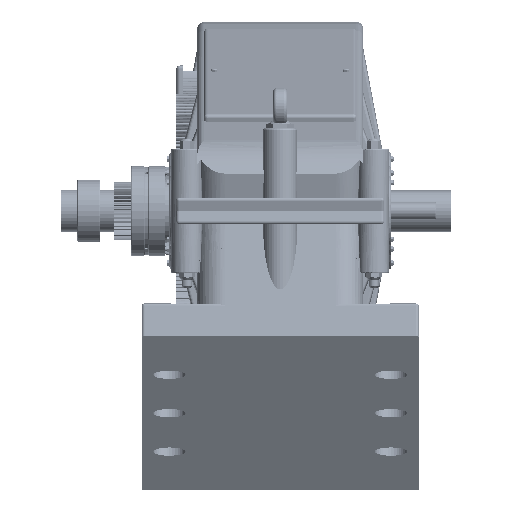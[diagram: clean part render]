
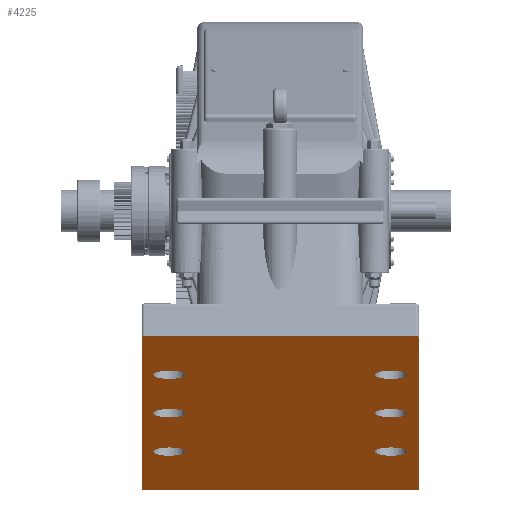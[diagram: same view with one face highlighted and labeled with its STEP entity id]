
A CAD part, left-side view. The second image highlights one B-rep face of the part: STEP entity #4225.
In plain terms, the highlighted planar face has unit normal (-0.255, 0, -0.967).
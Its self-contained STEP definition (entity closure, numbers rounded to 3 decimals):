
#4225 = ADVANCED_FACE( '', ( #11683, #11684, #11685, #11686, #11687, #11688, #11689 ), #11690, .F. );
#11683 = FACE_OUTER_BOUND( '', #22973, .T. );
#11684 = FACE_BOUND( '', #22974, .T. );
#11685 = FACE_BOUND( '', #22975, .T. );
#11686 = FACE_BOUND( '', #22976, .T. );
#11687 = FACE_BOUND( '', #22977, .T. );
#11688 = FACE_BOUND( '', #22978, .T. );
#11689 = FACE_BOUND( '', #22979, .T. );
#11690 = PLANE( '', #22980 );
#22973 = EDGE_LOOP( '', ( #37378, #37379, #37380, #37381, #37382, #37383, #37384, #37385 ) );
#22974 = EDGE_LOOP( '', ( #37386 ) );
#22975 = EDGE_LOOP( '', ( #37387 ) );
#22976 = EDGE_LOOP( '', ( #37388 ) );
#22977 = EDGE_LOOP( '', ( #37389 ) );
#22978 = EDGE_LOOP( '', ( #37390 ) );
#22979 = EDGE_LOOP( '', ( #37391 ) );
#22980 = AXIS2_PLACEMENT_3D( '', #37392, #37393, #37394 );
#37378 = ORIENTED_EDGE( '', *, *, #70771, .F. );
#37379 = ORIENTED_EDGE( '', *, *, #70772, .T. );
#37380 = ORIENTED_EDGE( '', *, *, #70773, .F. );
#37381 = ORIENTED_EDGE( '', *, *, #70774, .T. );
#37382 = ORIENTED_EDGE( '', *, *, #70775, .F. );
#37383 = ORIENTED_EDGE( '', *, *, #70776, .T. );
#37384 = ORIENTED_EDGE( '', *, *, #70777, .F. );
#37385 = ORIENTED_EDGE( '', *, *, #70778, .T. );
#37386 = ORIENTED_EDGE( '', *, *, #70779, .F. );
#37387 = ORIENTED_EDGE( '', *, *, #70780, .F. );
#37388 = ORIENTED_EDGE( '', *, *, #70781, .F. );
#37389 = ORIENTED_EDGE( '', *, *, #70782, .F. );
#37390 = ORIENTED_EDGE( '', *, *, #70783, .F. );
#37391 = ORIENTED_EDGE( '', *, *, #70784, .F. );
#37392 = CARTESIAN_POINT( '', ( -638.477, -320., -181.207 ) );
#37393 = DIRECTION( '', ( 0.255, 0., 0.967 ) );
#37394 = DIRECTION( '', ( 0.967, 0., -0.255 ) );
#70771 = EDGE_CURVE( '', #84659, #84660, #84661, .T. );
#70772 = EDGE_CURVE( '', #84659, #84662, #84663, .F. );
#70773 = EDGE_CURVE( '', #84664, #84662, #84665, .T. );
#70774 = EDGE_CURVE( '', #84664, #84666, #84667, .F. );
#70775 = EDGE_CURVE( '', #84668, #84666, #84669, .T. );
#70776 = EDGE_CURVE( '', #84668, #84670, #84671, .F. );
#70777 = EDGE_CURVE( '', #84672, #84670, #84673, .T. );
#70778 = EDGE_CURVE( '', #84672, #84660, #84674, .F. );
#70779 = EDGE_CURVE( '', #84675, #84675, #84676, .F. );
#70780 = EDGE_CURVE( '', #84677, #84677, #84678, .F. );
#70781 = EDGE_CURVE( '', #84679, #84679, #84680, .F. );
#70782 = EDGE_CURVE( '', #84681, #84681, #84682, .F. );
#70783 = EDGE_CURVE( '', #84683, #84683, #84684, .F. );
#70784 = EDGE_CURVE( '', #84685, #84685, #84686, .F. );
#84659 = VERTEX_POINT( '', #105473 );
#84660 = VERTEX_POINT( '', #105474 );
#84661 = LINE( '', #105475, #105476 );
#84662 = VERTEX_POINT( '', #105477 );
#84663 = CIRCLE( '', #105478, 4. );
#84664 = VERTEX_POINT( '', #105479 );
#84665 = LINE( '', #105480, #105481 );
#84666 = VERTEX_POINT( '', #105482 );
#84667 = CIRCLE( '', #105483, 4. );
#84668 = VERTEX_POINT( '', #105484 );
#84669 = LINE( '', #105485, #105486 );
#84670 = VERTEX_POINT( '', #105487 );
#84671 = CIRCLE( '', #105488, 4. );
#84672 = VERTEX_POINT( '', #105489 );
#84673 = LINE( '', #105490, #105491 );
#84674 = CIRCLE( '', #105492, 4. );
#84675 = VERTEX_POINT( '', #105493 );
#84676 = CIRCLE( '', #105494, 23.376 );
#84677 = VERTEX_POINT( '', #105495 );
#84678 = CIRCLE( '', #105496, 23.376 );
#84679 = VERTEX_POINT( '', #105497 );
#84680 = CIRCLE( '', #105498, 23.376 );
#84681 = VERTEX_POINT( '', #105499 );
#84682 = CIRCLE( '', #105500, 23.376 );
#84683 = VERTEX_POINT( '', #105501 );
#84684 = CIRCLE( '', #105502, 23.376 );
#84685 = VERTEX_POINT( '', #105503 );
#84686 = CIRCLE( '', #105504, 23.376 );
#105473 = CARTESIAN_POINT( '', ( -634.609, -350., -182.226 ) );
#105474 = CARTESIAN_POINT( '', ( 199.928, -350., -402.093 ) );
#105475 = CARTESIAN_POINT( '', ( -638.477, -350., -181.207 ) );
#105476 = VECTOR( '', #137036, 1000. );
#105477 = CARTESIAN_POINT( '', ( -638.477, -346., -181.207 ) );
#105478 = AXIS2_PLACEMENT_3D( '', #137037, #137038, #137039 );
#105479 = CARTESIAN_POINT( '', ( -638.477, 46., -181.207 ) );
#105480 = CARTESIAN_POINT( '', ( -638.477, 20., -181.207 ) );
#105481 = VECTOR( '', #137040, 1000. );
#105482 = CARTESIAN_POINT( '', ( -634.609, 50., -182.226 ) );
#105483 = AXIS2_PLACEMENT_3D( '', #137041, #137042, #137043 );
#105484 = CARTESIAN_POINT( '', ( 199.928, 50., -402.093 ) );
#105485 = CARTESIAN_POINT( '', ( 203.796, 50., -403.112 ) );
#105486 = VECTOR( '', #137044, 1000. );
#105487 = CARTESIAN_POINT( '', ( 203.796, 46., -403.112 ) );
#105488 = AXIS2_PLACEMENT_3D( '', #137045, #137046, #137047 );
#105489 = CARTESIAN_POINT( '', ( 203.796, -346., -403.112 ) );
#105490 = CARTESIAN_POINT( '', ( 203.796, -320., -403.112 ) );
#105491 = VECTOR( '', #137048, 1000. );
#105492 = AXIS2_PLACEMENT_3D( '', #137049, #137050, #137051 );
#105493 = CARTESIAN_POINT( '', ( -194.735, 10., -298.115 ) );
#105494 = AXIS2_PLACEMENT_3D( '', #137052, #137053, #137054 );
#105495 = CARTESIAN_POINT( '', ( 15.833, -310., -353.591 ) );
#105496 = AXIS2_PLACEMENT_3D( '', #137055, #137056, #137057 );
#105497 = CARTESIAN_POINT( '', ( -405.304, -310., -242.639 ) );
#105498 = AXIS2_PLACEMENT_3D( '', #137058, #137059, #137060 );
#105499 = CARTESIAN_POINT( '', ( -194.735, -310., -298.115 ) );
#105500 = AXIS2_PLACEMENT_3D( '', #137061, #137062, #137063 );
#105501 = CARTESIAN_POINT( '', ( -405.304, 10., -242.639 ) );
#105502 = AXIS2_PLACEMENT_3D( '', #137064, #137065, #137066 );
#105503 = CARTESIAN_POINT( '', ( 15.833, 10., -353.591 ) );
#105504 = AXIS2_PLACEMENT_3D( '', #137067, #137068, #137069 );
#137036 = DIRECTION( '', ( 0.967, 0., -0.255 ) );
#137037 = CARTESIAN_POINT( '', ( -634.609, -346., -182.226 ) );
#137038 = DIRECTION( '', ( 0.255, 0., 0.967 ) );
#137039 = DIRECTION( '', ( 0.967, 0., -0.255 ) );
#137040 = DIRECTION( '', ( 0., -1., 0. ) );
#137041 = CARTESIAN_POINT( '', ( -634.609, 46., -182.226 ) );
#137042 = DIRECTION( '', ( 0.255, 0., 0.967 ) );
#137043 = DIRECTION( '', ( 0.967, 0., -0.255 ) );
#137044 = DIRECTION( '', ( -0.967, 0., 0.255 ) );
#137045 = CARTESIAN_POINT( '', ( 199.928, 46., -402.093 ) );
#137046 = DIRECTION( '', ( 0.255, 0., 0.967 ) );
#137047 = DIRECTION( '', ( 0.967, 0., -0.255 ) );
#137048 = DIRECTION( '', ( 0., 1., 0. ) );
#137049 = CARTESIAN_POINT( '', ( 199.928, -346., -402.093 ) );
#137050 = DIRECTION( '', ( 0.255, 0., 0.967 ) );
#137051 = DIRECTION( '', ( 0.967, 0., -0.255 ) );
#137052 = CARTESIAN_POINT( '', ( -217.34, 10., -292.16 ) );
#137053 = DIRECTION( '', ( 0.255, 0., 0.967 ) );
#137054 = DIRECTION( '', ( 0.967, 0., -0.255 ) );
#137055 = CARTESIAN_POINT( '', ( -6.772, -310., -347.636 ) );
#137056 = DIRECTION( '', ( 0.255, 0., 0.967 ) );
#137057 = DIRECTION( '', ( 0.967, 0., -0.255 ) );
#137058 = CARTESIAN_POINT( '', ( -427.908, -310., -236.684 ) );
#137059 = DIRECTION( '', ( 0.255, 0., 0.967 ) );
#137060 = DIRECTION( '', ( 0.967, 0., -0.255 ) );
#137061 = CARTESIAN_POINT( '', ( -217.34, -310., -292.16 ) );
#137062 = DIRECTION( '', ( 0.255, 0., 0.967 ) );
#137063 = DIRECTION( '', ( 0.967, 0., -0.255 ) );
#137064 = CARTESIAN_POINT( '', ( -427.908, 10., -236.684 ) );
#137065 = DIRECTION( '', ( 0.255, 0., 0.967 ) );
#137066 = DIRECTION( '', ( 0.967, 0., -0.255 ) );
#137067 = CARTESIAN_POINT( '', ( -6.772, 10., -347.636 ) );
#137068 = DIRECTION( '', ( 0.255, 0., 0.967 ) );
#137069 = DIRECTION( '', ( 0.967, 0., -0.255 ) );
